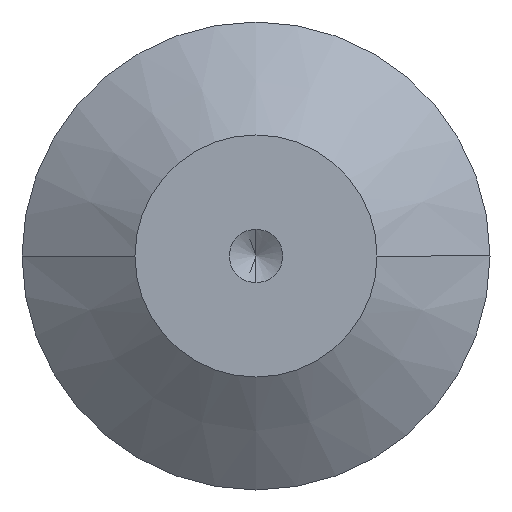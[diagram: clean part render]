
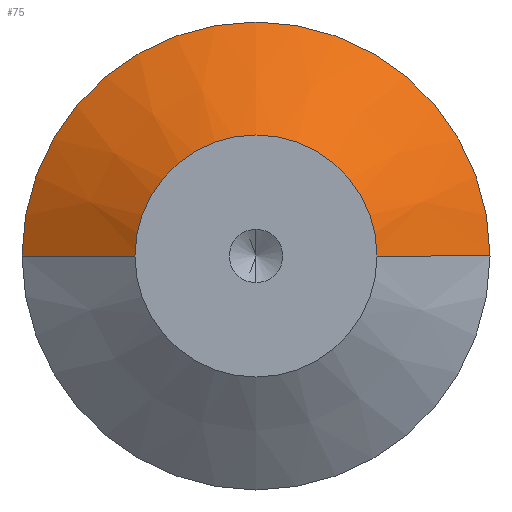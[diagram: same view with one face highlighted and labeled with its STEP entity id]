
A CAD part, front view. The second image highlights one B-rep face of the part: STEP entity #75.
In plain terms, the highlighted conical face has half-angle 54.176 degrees and reference radius 7.183 mm.
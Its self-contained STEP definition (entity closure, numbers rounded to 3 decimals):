
#5 = FACE_OUTER_BOUND ( 'NONE', #83, .T. ) ;
#13 = CARTESIAN_POINT ( 'NONE',  ( 0., 14.741, 0. ) ) ;
#34 = AXIS2_PLACEMENT_3D ( 'NONE', #474, #484, #320 ) ;
#37 = VERTEX_POINT ( 'NONE', #121 ) ;
#41 = DIRECTION ( 'NONE',  ( -0.811, 0.585, 0. ) ) ;
#75 = ADVANCED_FACE ( 'NONE', ( #5 ), #147, .T. ) ;
#83 = EDGE_LOOP ( 'NONE', ( #423, #238, #251, #469 ) ) ;
#92 = CARTESIAN_POINT ( 'NONE',  ( 7.183, 14.741, 0. ) ) ;
#102 = DIRECTION ( 'NONE',  ( 0.811, 0.585, 0. ) ) ;
#106 = VERTEX_POINT ( 'NONE', #239 ) ;
#113 = CARTESIAN_POINT ( 'NONE',  ( -7.183, 14.741, 0. ) ) ;
#121 = CARTESIAN_POINT ( 'NONE',  ( -7.183, 14.741, 0. ) ) ;
#122 = DIRECTION ( 'NONE',  ( 1., 0., 0. ) ) ;
#124 = VERTEX_POINT ( 'NONE', #92 ) ;
#142 = EDGE_CURVE ( 'NONE', #313, #106, #434, .T. ) ;
#147 = CONICAL_SURFACE ( 'NONE', #392, 7.183, 0.946 ) ;
#199 = VECTOR ( 'NONE', #41, 1000. ) ;
#206 = CARTESIAN_POINT ( 'NONE',  ( 14.5, 20.023, 0. ) ) ;
#238 = ORIENTED_EDGE ( 'NONE', *, *, #379, .T. ) ;
#239 = CARTESIAN_POINT ( 'NONE',  ( -14.5, 20.023, 0. ) ) ;
#251 = ORIENTED_EDGE ( 'NONE', *, *, #142, .T. ) ;
#267 = EDGE_CURVE ( 'NONE', #124, #37, #268, .T. ) ;
#268 = CIRCLE ( 'NONE', #34, 7.183 ) ;
#276 = DIRECTION ( 'NONE',  ( 0., -1., 0. ) ) ;
#313 = VERTEX_POINT ( 'NONE', #206 ) ;
#320 = DIRECTION ( 'NONE',  ( 1., 0., 0. ) ) ;
#338 = LINE ( 'NONE', #424, #426 ) ;
#352 = CARTESIAN_POINT ( 'NONE',  ( 0., 20.023, 0. ) ) ;
#364 = DIRECTION ( 'NONE',  ( 0., 1., 0. ) ) ;
#379 = EDGE_CURVE ( 'NONE', #124, #313, #338, .T. ) ;
#392 = AXIS2_PLACEMENT_3D ( 'NONE', #13, #364, #437 ) ;
#423 = ORIENTED_EDGE ( 'NONE', *, *, #267, .F. ) ;
#424 = CARTESIAN_POINT ( 'NONE',  ( 7.183, 14.741, 0. ) ) ;
#426 = VECTOR ( 'NONE', #102, 1000. ) ;
#434 = CIRCLE ( 'NONE', #498, 14.5 ) ;
#437 = DIRECTION ( 'NONE',  ( -1., 0., 0. ) ) ;
#465 = LINE ( 'NONE', #113, #199 ) ;
#469 = ORIENTED_EDGE ( 'NONE', *, *, #502, .F. ) ;
#474 = CARTESIAN_POINT ( 'NONE',  ( 0., 14.741, 0. ) ) ;
#484 = DIRECTION ( 'NONE',  ( 0., -1., 0. ) ) ;
#498 = AXIS2_PLACEMENT_3D ( 'NONE', #352, #276, #122 ) ;
#502 = EDGE_CURVE ( 'NONE', #37, #106, #465, .T. ) ;
